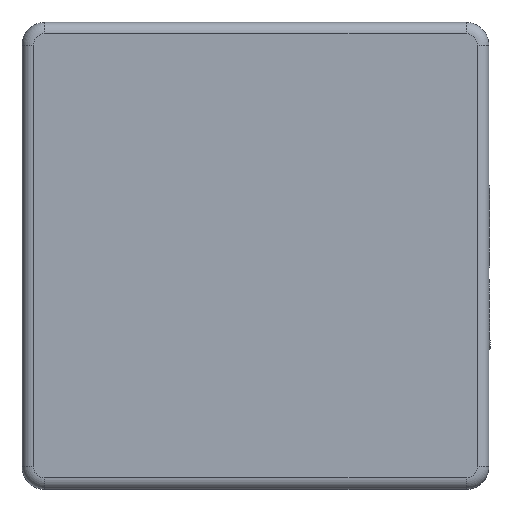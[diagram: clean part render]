
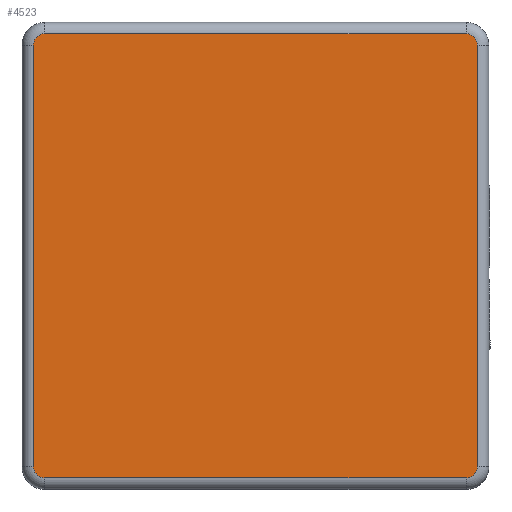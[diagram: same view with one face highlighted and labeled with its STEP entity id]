
A CAD part, top view. The second image highlights one B-rep face of the part: STEP entity #4523.
In plain terms, the highlighted planar face has unit normal (0, 0, 1).
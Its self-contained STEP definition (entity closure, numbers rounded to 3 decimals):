
#251 = LINE ( 'NONE', #2213, #9337 ) ;
#487 = ORIENTED_EDGE ( 'NONE', *, *, #7624, .T. ) ;
#562 = DIRECTION ( 'NONE',  ( -1., 0., 0. ) ) ;
#743 = CARTESIAN_POINT ( 'NONE',  ( -1.855, 0.9, 0.955 ) ) ;
#747 = VERTEX_POINT ( 'NONE', #11297 ) ;
#1261 = DIRECTION ( 'NONE',  ( 0., 0., 1. ) ) ;
#1638 = CIRCLE ( 'NONE', #8720, 0.1 ) ;
#1685 = VERTEX_POINT ( 'NONE', #4500 ) ;
#1777 = CIRCLE ( 'NONE', #2587, 0.1 ) ;
#1800 = CARTESIAN_POINT ( 'NONE',  ( -1.955, 0.9, 0.955 ) ) ;
#1870 = PLANE ( 'NONE',  #9896 ) ;
#2208 = CARTESIAN_POINT ( 'NONE',  ( 1.845, 0.9, 0.955 ) ) ;
#2213 = CARTESIAN_POINT ( 'NONE',  ( 1.945, 0.9, 0.955 ) ) ;
#2298 = DIRECTION ( 'NONE',  ( -1., 0., 0. ) ) ;
#2523 = VERTEX_POINT ( 'NONE', #8698 ) ;
#2587 = AXIS2_PLACEMENT_3D ( 'NONE', #743, #6631, #9555 ) ;
#3192 = CIRCLE ( 'NONE', #7236, 0.1 ) ;
#3731 = ORIENTED_EDGE ( 'NONE', *, *, #11837, .T. ) ;
#3930 = CARTESIAN_POINT ( 'NONE',  ( -1.955, -2.8, 0.955 ) ) ;
#3970 = VERTEX_POINT ( 'NONE', #3930 ) ;
#4031 = CARTESIAN_POINT ( 'NONE',  ( 1.845, -2.9, 0.955 ) ) ;
#4193 = EDGE_CURVE ( 'NONE', #2523, #6654, #1777, .T. ) ;
#4207 = CARTESIAN_POINT ( 'NONE',  ( -1.855, -2.9, 0.955 ) ) ;
#4423 = CARTESIAN_POINT ( 'NONE',  ( 1.845, -2.8, 0.955 ) ) ;
#4500 = CARTESIAN_POINT ( 'NONE',  ( 1.845, 1., 0.955 ) ) ;
#4523 = ADVANCED_FACE ( 'NONE', ( #8206 ), #1870, .F. ) ;
#4548 = ORIENTED_EDGE ( 'NONE', *, *, #7710, .T. ) ;
#4687 = ORIENTED_EDGE ( 'NONE', *, *, #12137, .T. ) ;
#4827 = EDGE_LOOP ( 'NONE', ( #3731, #10050, #10222, #487, #4687, #6324, #4548, #6333 ) ) ;
#4914 = VECTOR ( 'NONE', #10712, 1000. ) ;
#5234 = EDGE_CURVE ( 'NONE', #11260, #747, #6083, .T. ) ;
#5406 = VECTOR ( 'NONE', #6410, 1000. ) ;
#5665 = CARTESIAN_POINT ( 'NONE',  ( 1.945, 0.9, 0.955 ) ) ;
#5774 = CARTESIAN_POINT ( 'NONE',  ( -0.005, -0.95, 0.955 ) ) ;
#5928 = DIRECTION ( 'NONE',  ( -1., 0., 0. ) ) ;
#6004 = CARTESIAN_POINT ( 'NONE',  ( -1.855, 1., 0.955 ) ) ;
#6083 = CIRCLE ( 'NONE', #7716, 0.1 ) ;
#6324 = ORIENTED_EDGE ( 'NONE', *, *, #5234, .T. ) ;
#6333 = ORIENTED_EDGE ( 'NONE', *, *, #10342, .T. ) ;
#6365 = DIRECTION ( 'NONE',  ( 0., 1., 0. ) ) ;
#6408 = VERTEX_POINT ( 'NONE', #4207 ) ;
#6410 = DIRECTION ( 'NONE',  ( 1., 0., 0. ) ) ;
#6631 = DIRECTION ( 'NONE',  ( 0., 0., 1. ) ) ;
#6654 = VERTEX_POINT ( 'NONE', #1800 ) ;
#7193 = CARTESIAN_POINT ( 'NONE',  ( 1.845, -2.9, 0.955 ) ) ;
#7236 = AXIS2_PLACEMENT_3D ( 'NONE', #2208, #1261, #11923 ) ;
#7526 = DIRECTION ( 'NONE',  ( 0., 0., 1. ) ) ;
#7624 = EDGE_CURVE ( 'NONE', #3970, #6408, #1638, .T. ) ;
#7710 = EDGE_CURVE ( 'NONE', #747, #7762, #251, .T. ) ;
#7716 = AXIS2_PLACEMENT_3D ( 'NONE', #4423, #7526, #562 ) ;
#7762 = VERTEX_POINT ( 'NONE', #5665 ) ;
#8132 = LINE ( 'NONE', #7193, #5406 ) ;
#8206 = FACE_OUTER_BOUND ( 'NONE', #4827, .T. ) ;
#8691 = EDGE_CURVE ( 'NONE', #6654, #3970, #12557, .T. ) ;
#8698 = CARTESIAN_POINT ( 'NONE',  ( -1.855, 1., 0.955 ) ) ;
#8720 = AXIS2_PLACEMENT_3D ( 'NONE', #10800, #11806, #5928 ) ;
#8768 = DIRECTION ( 'NONE',  ( -1., 0., 0. ) ) ;
#9337 = VECTOR ( 'NONE', #6365, 1000. ) ;
#9555 = DIRECTION ( 'NONE',  ( -1., 0., 0. ) ) ;
#9682 = CARTESIAN_POINT ( 'NONE',  ( -1.955, -2.8, 0.955 ) ) ;
#9859 = DIRECTION ( 'NONE',  ( 0., 0., -1. ) ) ;
#9896 = AXIS2_PLACEMENT_3D ( 'NONE', #5774, #9859, #8768 ) ;
#10050 = ORIENTED_EDGE ( 'NONE', *, *, #4193, .T. ) ;
#10222 = ORIENTED_EDGE ( 'NONE', *, *, #8691, .T. ) ;
#10342 = EDGE_CURVE ( 'NONE', #7762, #1685, #3192, .T. ) ;
#10712 = DIRECTION ( 'NONE',  ( 0., -1., 0. ) ) ;
#10800 = CARTESIAN_POINT ( 'NONE',  ( -1.855, -2.8, 0.955 ) ) ;
#10871 = LINE ( 'NONE', #6004, #11289 ) ;
#11260 = VERTEX_POINT ( 'NONE', #4031 ) ;
#11289 = VECTOR ( 'NONE', #2298, 1000. ) ;
#11297 = CARTESIAN_POINT ( 'NONE',  ( 1.945, -2.8, 0.955 ) ) ;
#11806 = DIRECTION ( 'NONE',  ( 0., 0., 1. ) ) ;
#11837 = EDGE_CURVE ( 'NONE', #1685, #2523, #10871, .T. ) ;
#11923 = DIRECTION ( 'NONE',  ( -1., 0., 0. ) ) ;
#12137 = EDGE_CURVE ( 'NONE', #6408, #11260, #8132, .T. ) ;
#12557 = LINE ( 'NONE', #9682, #4914 ) ;
